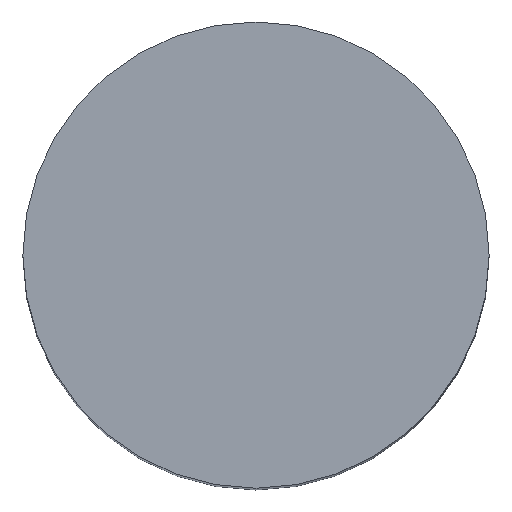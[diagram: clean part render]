
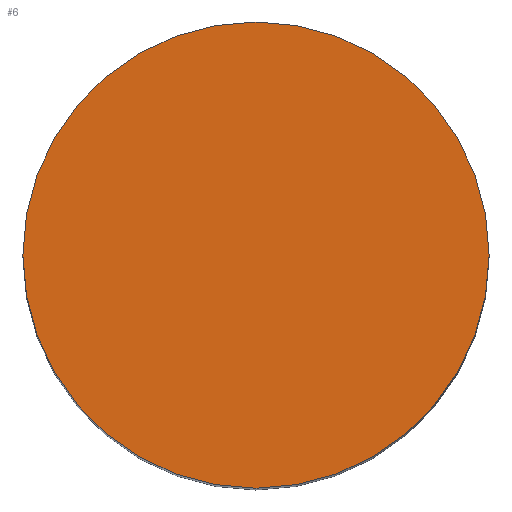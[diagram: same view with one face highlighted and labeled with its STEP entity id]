
A CAD part, top view. The second image highlights one B-rep face of the part: STEP entity #6.
In plain terms, the highlighted planar face has unit normal (0, 0, 1).
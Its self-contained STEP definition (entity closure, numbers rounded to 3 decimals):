
#1 = CARTESIAN_POINT ( 'NONE',  ( 0., 0., 25.333 ) ) ;
#5 = EDGE_LOOP ( 'NONE', ( #95, #25 ) ) ;
#6 = ADVANCED_FACE ( 'NONE', ( #56 ), #36, .T. ) ;
#16 = AXIS2_PLACEMENT_3D ( 'NONE', #75, #111, #18 ) ;
#18 = DIRECTION ( 'NONE',  ( 1., 0., 0. ) ) ;
#25 = ORIENTED_EDGE ( 'NONE', *, *, #41, .T. ) ;
#30 = CARTESIAN_POINT ( 'NONE',  ( 7.083, 0., 25.333 ) ) ;
#36 = PLANE ( 'NONE',  #52 ) ;
#39 = CIRCLE ( 'NONE', #114, 7.083 ) ;
#41 = EDGE_CURVE ( 'NONE', #121, #77, #71, .T. ) ;
#44 = DIRECTION ( 'NONE',  ( 0., 0., 1. ) ) ;
#45 = DIRECTION ( 'NONE',  ( 1., 0., 0. ) ) ;
#52 = AXIS2_PLACEMENT_3D ( 'NONE', #113, #44, #45 ) ;
#56 = FACE_OUTER_BOUND ( 'NONE', #5, .T. ) ;
#61 = CARTESIAN_POINT ( 'NONE',  ( -7.083, 0., 25.333 ) ) ;
#71 = CIRCLE ( 'NONE', #16, 7.083 ) ;
#75 = CARTESIAN_POINT ( 'NONE',  ( 0., 0., 25.333 ) ) ;
#77 = VERTEX_POINT ( 'NONE', #61 ) ;
#95 = ORIENTED_EDGE ( 'NONE', *, *, #106, .T. ) ;
#99 = DIRECTION ( 'NONE',  ( 1., 0., 0. ) ) ;
#106 = EDGE_CURVE ( 'NONE', #77, #121, #39, .T. ) ;
#111 = DIRECTION ( 'NONE',  ( 0., 0., 1. ) ) ;
#113 = CARTESIAN_POINT ( 'NONE',  ( 0., 0., 25.333 ) ) ;
#114 = AXIS2_PLACEMENT_3D ( 'NONE', #1, #125, #99 ) ;
#121 = VERTEX_POINT ( 'NONE', #30 ) ;
#125 = DIRECTION ( 'NONE',  ( 0., 0., 1. ) ) ;
